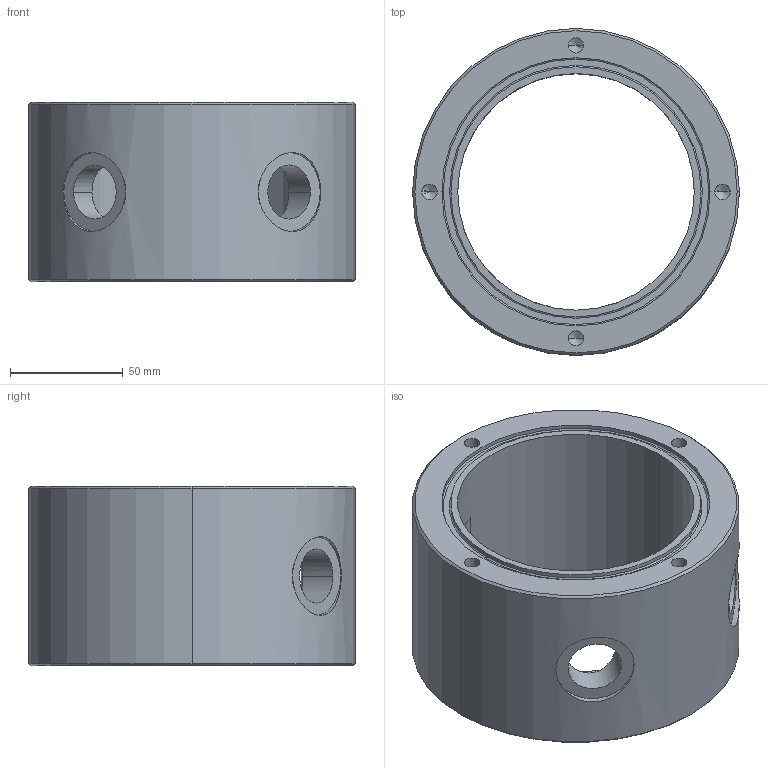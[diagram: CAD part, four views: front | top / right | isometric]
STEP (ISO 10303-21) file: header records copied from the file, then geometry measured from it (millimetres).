
FILE_DESCRIPTION (( 'STEP AP214' ), '1' );
FILE_NAME ('Stator 3.STEP', '2014-11-13T17:53:07', ( 'roger' ), ( 'bagnols' ), 'SwSTEP 2.0', 'SolidWorks 2007', '' );
FILE_SCHEMA (( 'AUTOMOTIVE_DESIGN' ));
Length unit declared in the file: millimetre
Products named in the file (1): Stator 3
Bounding box: 145 x 145 x 79.7 mm (x, y, z)
Volume: 572780.1 mm3; surface area: 87282.4 mm2
Topology: 1 solids, 1 shells, 81 faces, 191 edges, 110 vertices
Faces by surface type: cylinder 41, cone 20, plane 12, torus 8
Entity records: 2824 total; most frequent: CARTESIAN_POINT 771, DIRECTION 429, ORIENTED_EDGE 350, AXIS2_PLACEMENT_3D 182, EDGE_CURVE 175, VERTEX_POINT 110, EDGE_LOOP 101, CIRCLE 100
